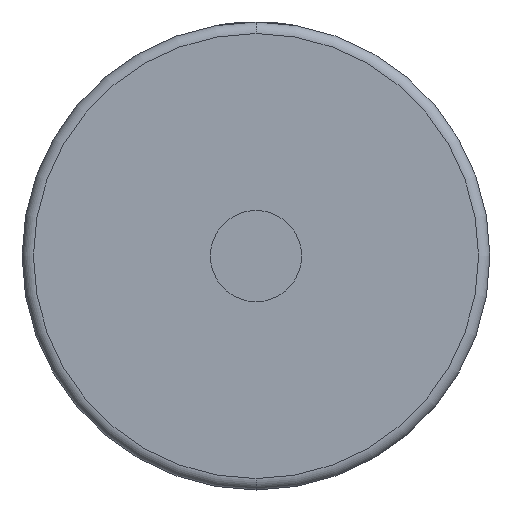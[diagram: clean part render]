
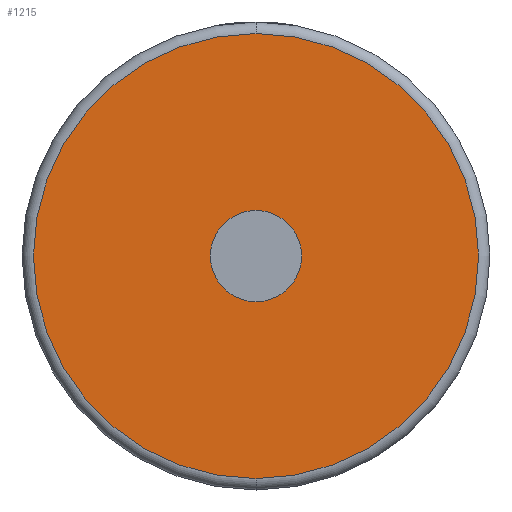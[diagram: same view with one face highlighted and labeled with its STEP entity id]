
A CAD part, front view. The second image highlights one B-rep face of the part: STEP entity #1215.
In plain terms, the highlighted planar face has unit normal (0, -1, 0).
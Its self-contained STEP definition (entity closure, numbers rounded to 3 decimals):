
#205 = ORIENTED_EDGE ( 'NONE', *, *, #2987, .T. ) ;
#321 = PLANE ( 'NONE',  #2785 ) ;
#495 = VERTEX_POINT ( 'NONE', #666 ) ;
#519 = CARTESIAN_POINT ( 'NONE',  ( 0., 0., 4. ) ) ;
#640 = AXIS2_PLACEMENT_3D ( 'NONE', #3132, #1618, #1893 ) ;
#641 = VERTEX_POINT ( 'NONE', #2950 ) ;
#666 = CARTESIAN_POINT ( 'NONE',  ( 0., 0., -4. ) ) ;
#756 = CARTESIAN_POINT ( 'NONE',  ( 0., 0., 19.5 ) ) ;
#901 = EDGE_CURVE ( 'NONE', #1617, #495, #1170, .T. ) ;
#954 = AXIS2_PLACEMENT_3D ( 'NONE', #1695, #984, #1500 ) ;
#984 = DIRECTION ( 'NONE',  ( 0., -1., 0. ) ) ;
#1026 = AXIS2_PLACEMENT_3D ( 'NONE', #1350, #2542, #1085 ) ;
#1067 = DIRECTION ( 'NONE',  ( 0., 1., 0. ) ) ;
#1085 = DIRECTION ( 'NONE',  ( 0., 0., 1. ) ) ;
#1142 = EDGE_LOOP ( 'NONE', ( #1192, #2473 ) ) ;
#1161 = CIRCLE ( 'NONE', #954, 4. ) ;
#1167 = FACE_OUTER_BOUND ( 'NONE', #2467, .T. ) ;
#1170 = CIRCLE ( 'NONE', #640, 4. ) ;
#1192 = ORIENTED_EDGE ( 'NONE', *, *, #901, .F. ) ;
#1215 = ADVANCED_FACE ( 'NONE', ( #1167, #1636 ), #321, .F. ) ;
#1350 = CARTESIAN_POINT ( 'NONE',  ( 0., 0., 0. ) ) ;
#1361 = CIRCLE ( 'NONE', #1396, 19.5 ) ;
#1396 = AXIS2_PLACEMENT_3D ( 'NONE', #1429, #1678, #2154 ) ;
#1429 = CARTESIAN_POINT ( 'NONE',  ( 0., 0., 0. ) ) ;
#1500 = DIRECTION ( 'NONE',  ( 0., 0., 1. ) ) ;
#1617 = VERTEX_POINT ( 'NONE', #519 ) ;
#1618 = DIRECTION ( 'NONE',  ( 0., -1., 0. ) ) ;
#1636 = FACE_BOUND ( 'NONE', #1142, .T. ) ;
#1678 = DIRECTION ( 'NONE',  ( 0., -1., 0. ) ) ;
#1682 = CIRCLE ( 'NONE', #1026, 19.5 ) ;
#1695 = CARTESIAN_POINT ( 'NONE',  ( 0., 0., 0. ) ) ;
#1893 = DIRECTION ( 'NONE',  ( 0., 0., 1. ) ) ;
#2045 = DIRECTION ( 'NONE',  ( 0., 0., 1. ) ) ;
#2154 = DIRECTION ( 'NONE',  ( 0., 0., 1. ) ) ;
#2367 = ORIENTED_EDGE ( 'NONE', *, *, #2493, .T. ) ;
#2467 = EDGE_LOOP ( 'NONE', ( #205, #2367 ) ) ;
#2473 = ORIENTED_EDGE ( 'NONE', *, *, #3054, .F. ) ;
#2493 = EDGE_CURVE ( 'NONE', #641, #3146, #1682, .T. ) ;
#2542 = DIRECTION ( 'NONE',  ( 0., -1., 0. ) ) ;
#2772 = CARTESIAN_POINT ( 'NONE',  ( 0., 0., 0. ) ) ;
#2785 = AXIS2_PLACEMENT_3D ( 'NONE', #2772, #1067, #2045 ) ;
#2950 = CARTESIAN_POINT ( 'NONE',  ( 0., 0., -19.5 ) ) ;
#2987 = EDGE_CURVE ( 'NONE', #3146, #641, #1361, .T. ) ;
#3054 = EDGE_CURVE ( 'NONE', #495, #1617, #1161, .T. ) ;
#3132 = CARTESIAN_POINT ( 'NONE',  ( 0., 0., 0. ) ) ;
#3146 = VERTEX_POINT ( 'NONE', #756 ) ;
